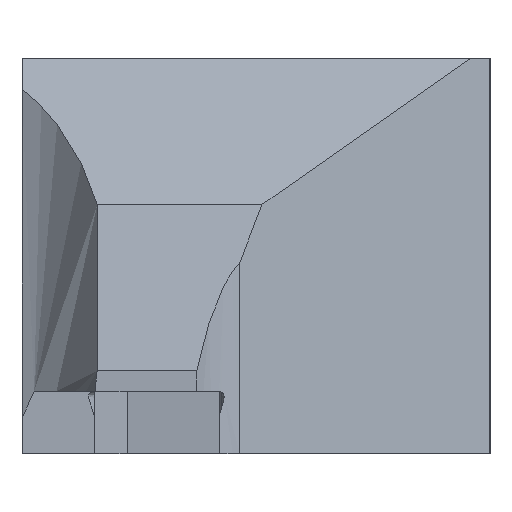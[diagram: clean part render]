
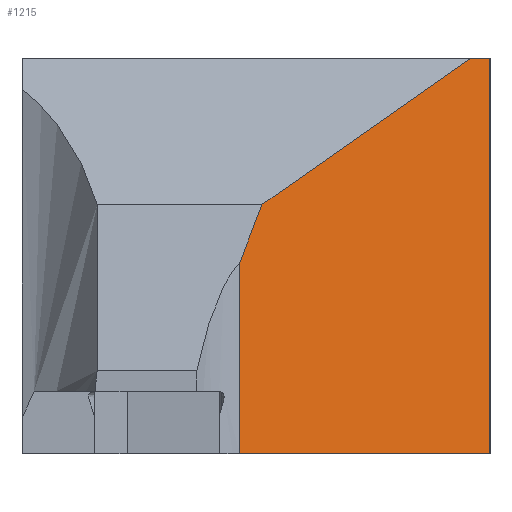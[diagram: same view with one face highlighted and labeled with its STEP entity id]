
A CAD part, left-side view. The second image highlights one B-rep face of the part: STEP entity #1215.
In plain terms, the highlighted planar face has unit normal (-0.819, -0.574, 0).
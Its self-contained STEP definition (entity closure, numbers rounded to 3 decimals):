
#94 = PLANE ( 'NONE',  #300 ) ;
#104 = DIRECTION ( 'NONE',  ( 0.819, 0.574, 0. ) ) ;
#151 = VERTEX_POINT ( 'NONE', #1459 ) ;
#169 = DIRECTION ( 'NONE',  ( -0.574, 0.819, 0. ) ) ;
#203 = DIRECTION ( 'NONE',  ( 0., 0., -1. ) ) ;
#214 = CARTESIAN_POINT ( 'NONE',  ( 3.329, 9.295, -24.914 ) ) ;
#254 = VECTOR ( 'NONE', #481, 1000. ) ;
#274 = LINE ( 'NONE', #1566, #1588 ) ;
#300 = AXIS2_PLACEMENT_3D ( 'NONE', #755, #104, #1017 ) ;
#319 = ORIENTED_EDGE ( 'NONE', *, *, #702, .T. ) ;
#339 = CARTESIAN_POINT ( 'NONE',  ( 1.4, 12.05, -28.875 ) ) ;
#442 = DIRECTION ( 'NONE',  ( 0., 0., -1. ) ) ;
#476 = CARTESIAN_POINT ( 'NONE',  ( 1.4, 12.05, -38.1 ) ) ;
#481 = DIRECTION ( 'NONE',  ( 0.498, -0.711, 0.498 ) ) ;
#496 = ORIENTED_EDGE ( 'NONE', *, *, #1173, .F. ) ;
#575 = VERTEX_POINT ( 'NONE', #1635 ) ;
#604 = LINE ( 'NONE', #214, #254 ) ;
#631 = FACE_OUTER_BOUND ( 'NONE', #984, .T. ) ;
#652 = ORIENTED_EDGE ( 'NONE', *, *, #1408, .T. ) ;
#664 = VECTOR ( 'NONE', #442, 1000. ) ;
#667 = EDGE_CURVE ( 'Defeature ausgef�hrt1_20+Defeature ausgef�hrt1_15+Defeature ausgef�hrt1_14+Defeature ausgef�hrt1_19', #853, #1324, #1527, .T. ) ;
#702 = EDGE_CURVE ( 'Defeature ausgef�hrt1_15+Defeature ausgef�hrt1_14+Defeature ausgef�hrt1_20+Defeature ausgef�hrt1_7', #853, #1119, #1624, .T. ) ;
#704 = CARTESIAN_POINT ( 'NONE',  ( 9.838, 0., -38.1 ) ) ;
#755 = CARTESIAN_POINT ( 'NONE',  ( 1.4, 12.05, -19.05 ) ) ;
#846 = EDGE_CURVE ( 'Defeature ausgef�hrt1_5+Defeature ausgef�hrt1_15+Defeature ausgef�hrt1_6+Defeature ausgef�hrt1_7', #151, #1629, #926, .T. ) ;
#853 = VERTEX_POINT ( 'NONE', #339 ) ;
#859 = VECTOR ( 'NONE', #203, 1000. ) ;
#862 = CARTESIAN_POINT ( 'NONE',  ( 9.838, 0., -19.05 ) ) ;
#926 = LINE ( 'NONE', #862, #859 ) ;
#955 = CARTESIAN_POINT ( 'NONE',  ( 3.561, 8.964, -20.81 ) ) ;
#984 = EDGE_LOOP ( 'NONE', ( #1067, #319, #1276, #1201, #652, #496 ) ) ;
#1009 = CARTESIAN_POINT ( 'NONE',  ( 1.4, 12.05, -19.05 ) ) ;
#1012 = EDGE_CURVE ( 'Defeature ausgef�hrt1_7+Defeature ausgef�hrt1_15+Defeature ausgef�hrt1_5+Defeature ausgef�hrt1_14', #1629, #1119, #274, .T. ) ;
#1017 = DIRECTION ( 'NONE',  ( -0.574, 0.819, 0. ) ) ;
#1067 = ORIENTED_EDGE ( 'NONE', *, *, #667, .F. ) ;
#1119 = VERTEX_POINT ( 'NONE', #476 ) ;
#1173 = EDGE_CURVE ( 'Defeature ausgef�hrt1_19+Defeature ausgef�hrt1_15+Defeature ausgef�hrt1_20+Defeature ausgef�hrt1_6', #1324, #575, #604, .T. ) ;
#1176 = LINE ( 'NONE', #1009, #1210 ) ;
#1201 = ORIENTED_EDGE ( 'NONE', *, *, #846, .F. ) ;
#1210 = VECTOR ( 'NONE', #1256, 1000. ) ;
#1215 = ADVANCED_FACE ( 'Defeature ausgef�hrt1_15', ( #631 ), #94, .F. ) ;
#1219 = CARTESIAN_POINT ( 'NONE',  ( 1.4, 12.05, -19.05 ) ) ;
#1256 = DIRECTION ( 'NONE',  ( -0.574, 0.819, 0. ) ) ;
#1276 = ORIENTED_EDGE ( 'NONE', *, *, #1012, .F. ) ;
#1324 = VERTEX_POINT ( 'NONE', #1608 ) ;
#1408 = EDGE_CURVE ( 'Defeature ausgef�hrt1_15+Defeature ausgef�hrt1_6+Defeature ausgef�hrt1_5+Defeature ausgef�hrt1_19', #151, #575, #1176, .T. ) ;
#1451 = DIRECTION ( 'NONE',  ( 0.243, -0.347, 0.906 ) ) ;
#1459 = CARTESIAN_POINT ( 'NONE',  ( 9.838, 0., -19.05 ) ) ;
#1489 = VECTOR ( 'NONE', #1451, 1000. ) ;
#1527 = LINE ( 'NONE', #955, #1489 ) ;
#1566 = CARTESIAN_POINT ( 'NONE',  ( 1.4, 12.05, -38.1 ) ) ;
#1588 = VECTOR ( 'NONE', #169, 1000. ) ;
#1608 = CARTESIAN_POINT ( 'NONE',  ( 2.144, 10.988, -26.1 ) ) ;
#1624 = LINE ( 'NONE', #1219, #664 ) ;
#1629 = VERTEX_POINT ( 'NONE', #704 ) ;
#1635 = CARTESIAN_POINT ( 'NONE',  ( 9.194, 0.92, -19.05 ) ) ;
